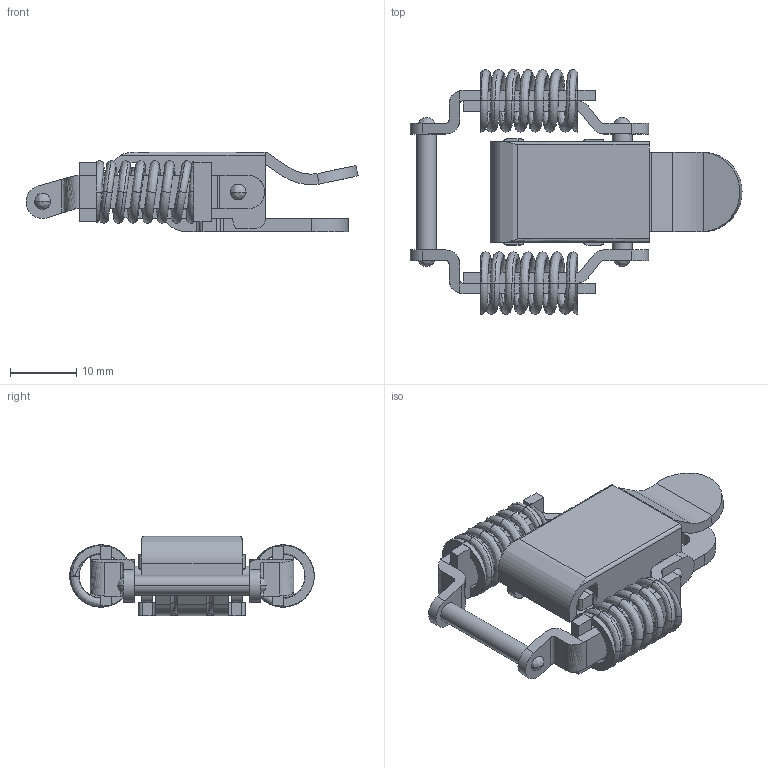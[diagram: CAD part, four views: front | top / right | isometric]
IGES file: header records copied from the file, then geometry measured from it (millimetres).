
Start section: ------------------------------------------------------------------------
Global section: file name: PC008.2172.TL_11Z_3_7814.igs; native system: spGate; preprocessor: ver18.9.1 (****-****-****-****); author: Unknown; organization: Unknown; date: 221110.161225; units: millimetre
Bounding box: 50.1 x 36.9 x 12 mm (x, y, z)
Volume: 4151.6 mm3; surface area: 6943.5 mm2
Topology: 6 solids, 6 shells, 385 faces, 937 edges, 564 vertices
Faces by surface type: bspline 385
